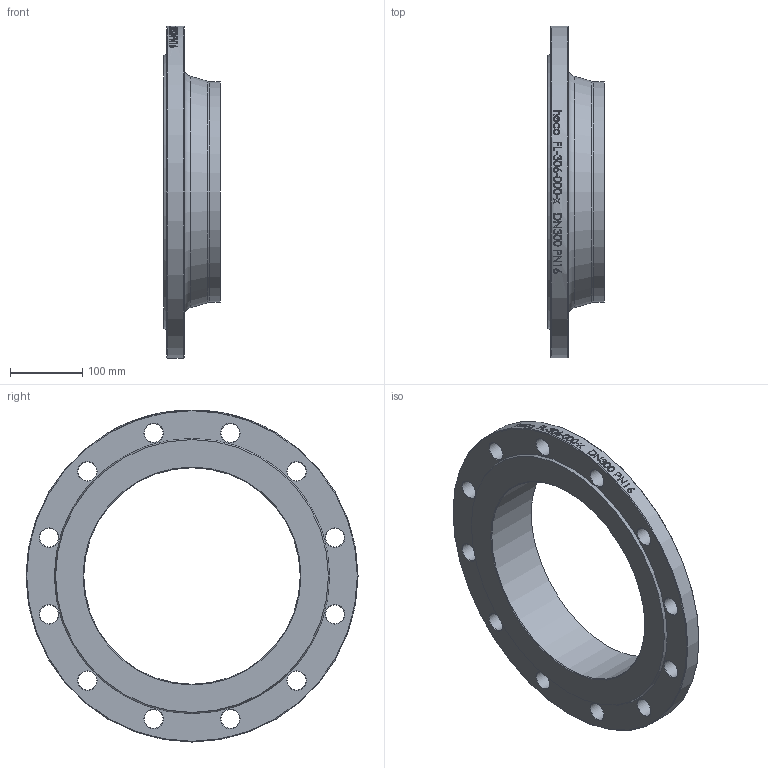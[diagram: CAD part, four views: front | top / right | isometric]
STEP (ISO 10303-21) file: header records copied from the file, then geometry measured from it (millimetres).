
FILE_DESCRIPTION (( 'STEP AP214' ), '1' );
FILE_NAME ('FL-306-000-x Vorschweissflansch DN300 PN16 metric DIN2633 2009.STEP', '2020-09-18T11:51:49', ( '' ), ( '' ), 'SwSTEP 2.0', 'SolidWorks 2019', '' );
FILE_SCHEMA (( 'AUTOMOTIVE_DESIGN' ));
Length unit declared in the file: millimetre
Products named in the file (1): FL-306-000-x Vorschweissflansch DN300 PN16 metric DIN2633 2009
Bounding box: 78 x 460 x 460 mm (x, y, z)
Volume: 2630486.8 mm3; surface area: 348291.3 mm2
Topology: 1 solids, 1 shells, 87 faces, 378 edges, 331 vertices
Faces by surface type: cylinder 52, cone 29, plane 4, torus 2
Full cylindrical faces by diameter (mm): 26 x12, 300 x1, 306 x1, 460 x1
Entity records: 11607 total; most frequent: CARTESIAN_POINT 8489, ORIENTED_EDGE 630, DIRECTION 428, VERTEX_POINT 315, EDGE_CURVE 315, EDGE_LOOP 198, AXIS2_PLACEMENT_3D 196, B_SPLINE_CURVE_WITH_KNOTS 171
